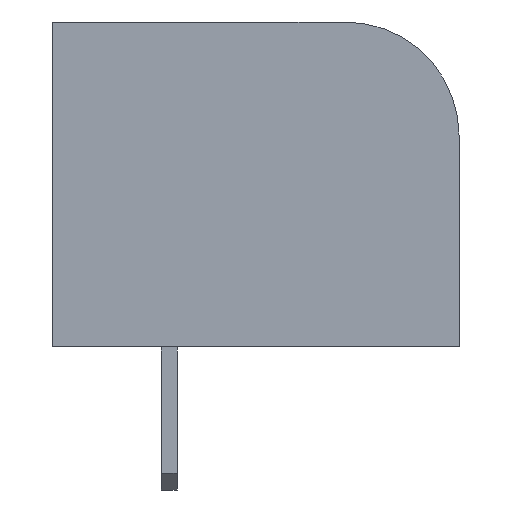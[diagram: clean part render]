
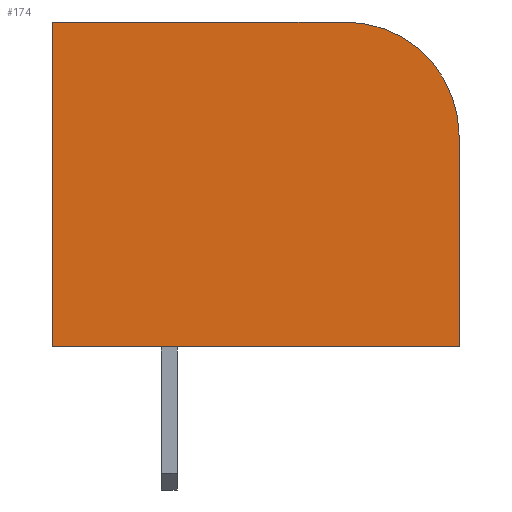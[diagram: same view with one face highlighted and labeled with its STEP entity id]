
A CAD part, left-side view. The second image highlights one B-rep face of the part: STEP entity #174.
In plain terms, the highlighted planar face has unit normal (-1, 0, 0).
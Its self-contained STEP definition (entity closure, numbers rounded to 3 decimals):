
#13=DIRECTION('',(0.,0.,1.));
#21=EDGE_CURVE('',#22,#24,#26,.T.);
#22=VERTEX_POINT('',#23);
#23=CARTESIAN_POINT('',(-5.5,-12.7,0.));
#24=VERTEX_POINT('',#25);
#25=CARTESIAN_POINT('',(-5.5,-12.7,9.2));
#26=LINE('',#23,#27);
#27=VECTOR('',#13,1.);
#34=DIRECTION('',(1.,0.,0.));
#174=ADVANCED_FACE('',(#175),#201,.F.);
#175=FACE_BOUND('',#176,.F.);
#176=EDGE_LOOP('',(#177,#178,#185,#190,#195));
#177=ORIENTED_EDGE('',*,*,#21,.F.);
#178=ORIENTED_EDGE('',*,*,#179,.F.);
#179=EDGE_CURVE('',#180,#22,#182,.T.);
#180=VERTEX_POINT('',#181);
#181=CARTESIAN_POINT('',(-5.5,5.1,0.));
#182=LINE('',#181,#183);
#183=VECTOR('',#184,1.);
#184=DIRECTION('',(0.,-1.,0.));
#185=ORIENTED_EDGE('',*,*,#186,.T.);
#186=EDGE_CURVE('',#180,#187,#189,.T.);
#187=VERTEX_POINT('',#188);
#188=CARTESIAN_POINT('',(-5.5,5.1,14.2));
#189=LINE('',#181,#27);
#190=ORIENTED_EDGE('',*,*,#191,.T.);
#191=EDGE_CURVE('',#187,#192,#194,.T.);
#192=VERTEX_POINT('',#193);
#193=CARTESIAN_POINT('',(-5.5,-7.7,14.2));
#194=LINE('',#188,#183);
#195=ORIENTED_EDGE('',*,*,#196,.F.);
#196=EDGE_CURVE('',#24,#192,#197,.T.);
#197=CIRCLE('',#198,5.);
#198=AXIS2_PLACEMENT_3D('',#199,#200,#13);
#199=CARTESIAN_POINT('',(-5.5,-7.7,9.2));
#200=DIRECTION('',(-1.,0.,0.));
#201=PLANE('',#202);
#202=AXIS2_PLACEMENT_3D('',#181,#34,#184);
